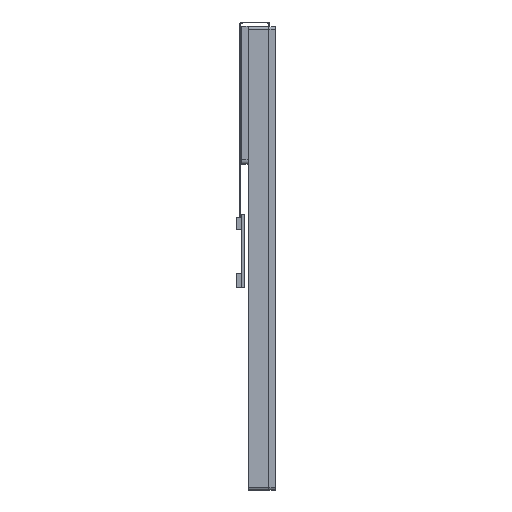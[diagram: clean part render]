
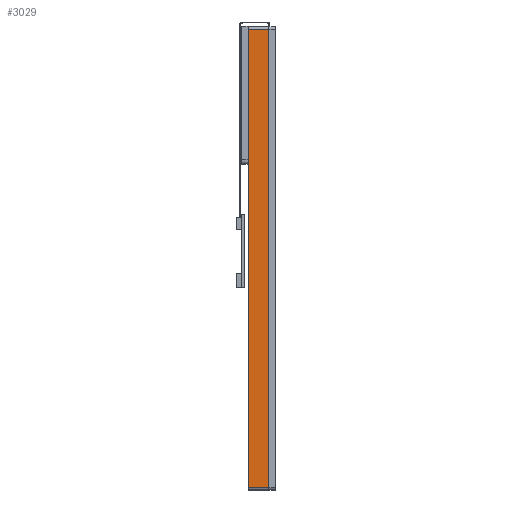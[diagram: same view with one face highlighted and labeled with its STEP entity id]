
A CAD part, left-side view. The second image highlights one B-rep face of the part: STEP entity #3029.
In plain terms, the highlighted planar face has unit normal (-1, 0, 0).
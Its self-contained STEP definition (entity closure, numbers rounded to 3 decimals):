
#262=PLANE('',#3198);
#414=FACE_OUTER_BOUND('',#583,.T.);
#583=EDGE_LOOP('',(#2789,#2790,#2791,#2792));
#912=LINE('',#9104,#1253);
#913=LINE('',#9107,#1254);
#914=LINE('',#9109,#1255);
#915=LINE('',#9110,#1256);
#1253=VECTOR('',#3786,10.);
#1254=VECTOR('',#3789,10.);
#1255=VECTOR('',#3790,10.);
#1256=VECTOR('',#3791,10.);
#1557=VERTEX_POINT('',#9098);
#1559=VERTEX_POINT('',#9102);
#1560=VERTEX_POINT('',#9106);
#1561=VERTEX_POINT('',#9108);
#1974=EDGE_CURVE('',#1557,#1559,#912,.T.);
#1975=EDGE_CURVE('',#1557,#1560,#913,.T.);
#1976=EDGE_CURVE('',#1561,#1559,#914,.T.);
#1977=EDGE_CURVE('',#1560,#1561,#915,.T.);
#2789=ORIENTED_EDGE('',*,*,#1975,.F.);
#2790=ORIENTED_EDGE('',*,*,#1974,.T.);
#2791=ORIENTED_EDGE('',*,*,#1976,.F.);
#2792=ORIENTED_EDGE('',*,*,#1977,.F.);
#3029=ADVANCED_FACE('',(#414),#262,.T.);
#3198=AXIS2_PLACEMENT_3D('',#9105,#3787,#3788);
#3786=DIRECTION('',(0.,-1.,0.));
#3787=DIRECTION('center_axis',(-1.,0.,0.));
#3788=DIRECTION('ref_axis',(0.,0.,
-1.));
#3789=DIRECTION('',(0.,0.,1.));
#3790=DIRECTION('',(0.,0.,-1.));
#3791=DIRECTION('',(0.,-1.,0.));
#9098=CARTESIAN_POINT('',(-137.217,0.,-91.513));
#9102=CARTESIAN_POINT('',(-137.217,-8.,-91.513));
#9104=CARTESIAN_POINT('',(-137.217,0.,-91.513));
#9105=CARTESIAN_POINT('Origin',(-137.217,0.,87.028));
#9106=CARTESIAN_POINT('',(-137.217,0.,87.028));
#9107=CARTESIAN_POINT('',(-137.217,0.,-91.513));
#9108=CARTESIAN_POINT('',(-137.217,-8.,87.028));
#9109=CARTESIAN_POINT('',(-137.217,-8.,-91.513));
#9110=CARTESIAN_POINT('',(-137.217,0.,87.028));
